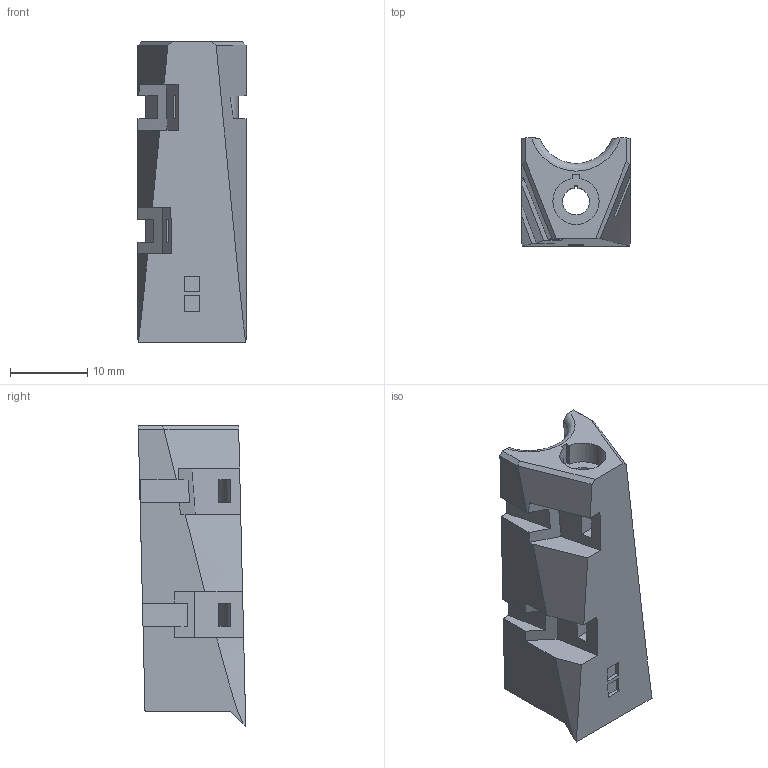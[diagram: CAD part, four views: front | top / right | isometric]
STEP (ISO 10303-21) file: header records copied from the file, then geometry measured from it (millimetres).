
FILE_DESCRIPTION(/* description */ (''),/* implementation_level */ '2;1');
FILE_NAME(/* name */ 'x-carriage-cable-holder-R2.stp',/* time_stamp */ '2023-07-10T12:29:45+02:00',/* author */ ('Eliáš Knor'),/* organization */ (''),/* preprocessor_version */ 'ST-DEVELOPER v19',/* originating_system */ 'Autodesk Inventor 2023',/* authorisation */ '');
FILE_SCHEMA (('AUTOMOTIVE_DESIGN { 1 0 10303 214 3 1 1 }'));
Length unit declared in the file: millimetre
Products named in the file (1): x-carriage-cable-holder-E2
Bounding box: 14 x 13.93 x 38.98 mm (x, y, z)
Volume: 4357.5 mm3; surface area: 3015.1 mm2
Topology: 1 solids, 1 shells, 75 faces, 218 edges, 146 vertices
Faces by surface type: plane 56, cylinder 10, bspline 8, torus 1
Entity records: 2790 total; most frequent: CARTESIAN_POINT 825, ORIENTED_EDGE 436, DIRECTION 335, EDGE_CURVE 218, LINE 149, VECTOR 149, VERTEX_POINT 146, AXIS2_PLACEMENT_3D 93
